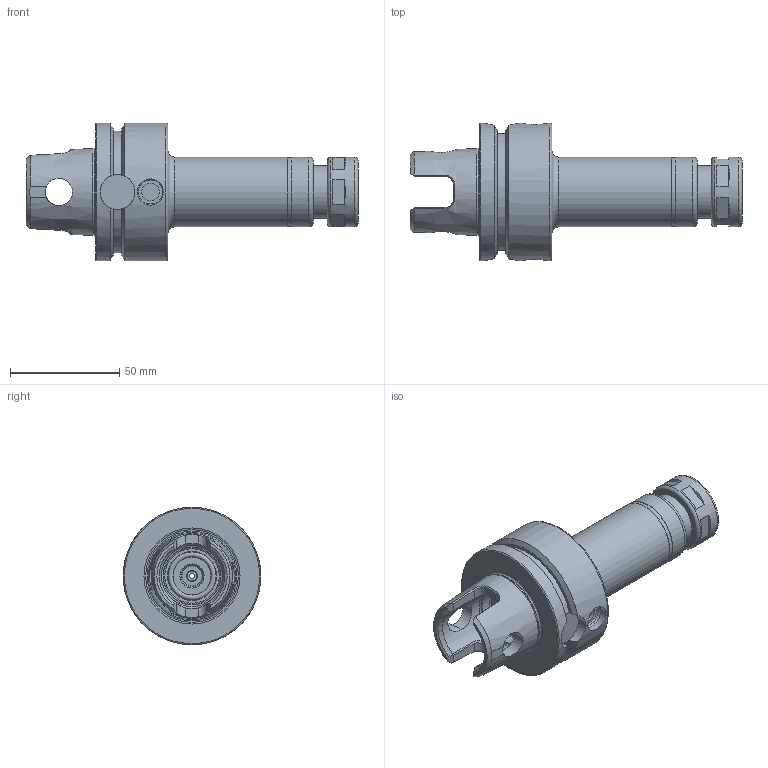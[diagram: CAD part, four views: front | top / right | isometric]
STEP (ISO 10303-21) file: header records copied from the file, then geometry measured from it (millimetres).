
FILE_DESCRIPTION((''),'2;1');
FILE_NAME('126011212120-3D.stp','2020-07-23T11:44:02',('nttooll'),(''),'Autodesk Inventor 2012','Autodesk Inventor 2012','');
FILE_SCHEMA(('AUTOMOTIVE_DESIGN { 1 0 10303 214 1 1 1 1 }'));
Length unit declared in the file: millimetre
Products named in the file (1): 126011212120-3D
Bounding box: 152 x 63 x 63 mm (x, y, z)
Volume: 159988.7 mm3; surface area: 35937.5 mm2
Topology: 1 solids, 1 shells, 182 faces, 398 edges, 247 vertices
Faces by surface type: plane 68, cylinder 49, cone 31, bspline 20, torus 14
Full cylindrical faces by diameter (mm): 2 x1, 4.5 x1, 5 x1, 8 x2, 9.2 x1, 9.57 x1, 10 x2, 11 x2, 12 x2, 12.5 x2, 12.8 x2, 12.9 x1, 13.3 x1, 14 x2, 14.5 x1, 16 x2, 16.4 x2, 17 x1, 17.4 x1, 18.2 x1, 20.5 x1, 24 x2, 26 x1, 28 x1, 31.6 x1, 32 x3, 39.4 x1, 63 x2
Entity records: 5188 total; most frequent: CARTESIAN_POINT 1753, DIRECTION 650, ORIENTED_EDGE 612, EDGE_CURVE 306, AXIS2_PLACEMENT_3D 301, EDGE_LOOP 296, VERTEX_POINT 234, FACE_OUTER_BOUND 182
